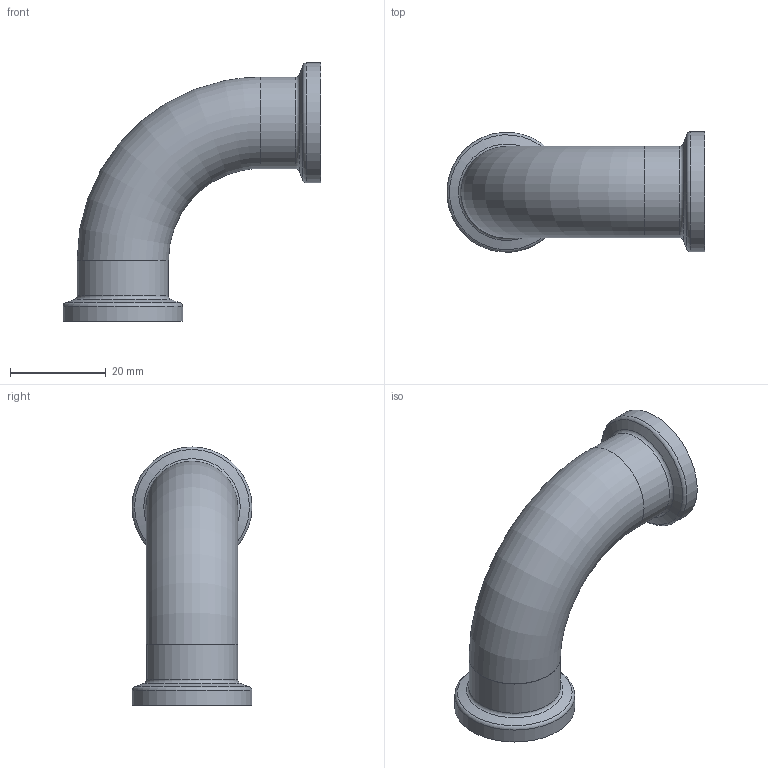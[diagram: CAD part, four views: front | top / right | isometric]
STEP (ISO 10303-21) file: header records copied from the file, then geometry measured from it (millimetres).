
FILE_DESCRIPTION(('Hygienic Clamp Joint - 19,05x1,65_V00'),'2;1');
FILE_NAME('E090_CC_19,05x1,65_MR28,58_L41,2_Fl25_00.stp','2013-09-04T16:34:52',(''),('DOCKWEILER AG'),'Autodesk Inventor 2012','Autodesk Inventor 2012','');
FILE_SCHEMA(('CONFIG_CONTROL_DESIGN'));
Length unit declared in the file: millimetre
Products named in the file (3): N0001_009_001; N0001_001_001_17; N0003_003_001_38
Assembly tree (3 placements, depth 2):
  N0001_009_001
    N0001_001_001_17
    N0003_003_001_38  x2
Bounding box: 53.76 x 25 x 53.8 mm (x, y, z)
Volume: 7426.8 mm3; surface area: 9283.4 mm2
Topology: 3 solids, 3 shells, 32 faces, 56 edges, 32 vertices
Faces by surface type: torus 12, plane 8, cylinder 8, cone 4
Full cylindrical faces by diameter (mm): 15.75 x2, 19.05 x2, 21.92 x2, 25 x2
Entity records: 486 total; most frequent: DIRECTION 84, CARTESIAN_POINT 60, AXIS2_PLACEMENT_3D 42, ORIENTED_EDGE 36, EDGE_LOOP 36, VERTEX_POINT 18, CIRCLE 18, EDGE_CURVE 18
